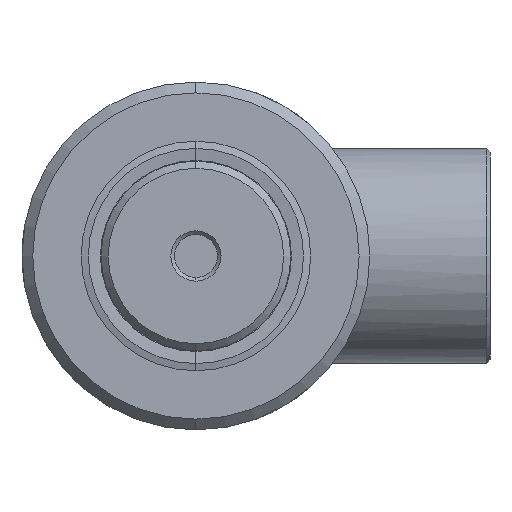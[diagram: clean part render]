
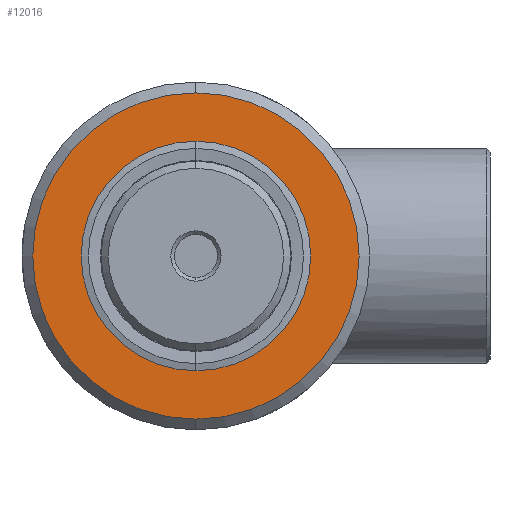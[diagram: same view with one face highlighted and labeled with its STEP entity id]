
A CAD part, front view. The second image highlights one B-rep face of the part: STEP entity #12016.
In plain terms, the highlighted planar face has unit normal (0, -1, 0).
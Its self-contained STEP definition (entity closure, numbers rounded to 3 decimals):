
#90 = ORIENTED_EDGE ( 'NONE', *, *, #6827, .T. ) ;
#458 = CARTESIAN_POINT ( 'NONE',  ( 0., 29., 0. ) ) ;
#472 = CARTESIAN_POINT ( 'NONE',  ( 0., 29., 22.75 ) ) ;
#1217 = FACE_BOUND ( 'NONE', #14455, .T. ) ;
#1352 = AXIS2_PLACEMENT_3D ( 'NONE', #4406, #11156, #12237 ) ;
#1437 = ORIENTED_EDGE ( 'NONE', *, *, #9320, .F. ) ;
#2147 = DIRECTION ( 'NONE',  ( 0., -1., 0. ) ) ;
#2259 = EDGE_CURVE ( 'NONE', #9969, #6836, #6356, .T. ) ;
#3126 = EDGE_CURVE ( 'NONE', #13133, #9386, #3537, .T. ) ;
#3231 = AXIS2_PLACEMENT_3D ( 'NONE', #9407, #11726, #3951 ) ;
#3537 = CIRCLE ( 'NONE', #11706, 22.75 ) ;
#3951 = DIRECTION ( 'NONE',  ( 0., 0., 1. ) ) ;
#4406 = CARTESIAN_POINT ( 'NONE',  ( 0., 29., 0. ) ) ;
#5730 = CIRCLE ( 'NONE', #12419, 22.75 ) ;
#5893 = CARTESIAN_POINT ( 'NONE',  ( 0., 29., -22.75 ) ) ;
#6356 = CIRCLE ( 'NONE', #1352, 13.55 ) ;
#6827 = EDGE_CURVE ( 'NONE', #9386, #13133, #5730, .T. ) ;
#6836 = VERTEX_POINT ( 'NONE', #12564 ) ;
#7050 = DIRECTION ( 'NONE',  ( 0., -1., 0. ) ) ;
#7462 = ORIENTED_EDGE ( 'NONE', *, *, #3126, .T. ) ;
#8177 = CARTESIAN_POINT ( 'NONE',  ( 0., 29., 0. ) ) ;
#9320 = EDGE_CURVE ( 'NONE', #6836, #9969, #12666, .T. ) ;
#9354 = PLANE ( 'NONE',  #3231 ) ;
#9386 = VERTEX_POINT ( 'NONE', #5893 ) ;
#9407 = CARTESIAN_POINT ( 'NONE',  ( 0., 29., 0. ) ) ;
#9939 = CARTESIAN_POINT ( 'NONE',  ( 0., 29., 0. ) ) ;
#9969 = VERTEX_POINT ( 'NONE', #14081 ) ;
#10111 = FACE_OUTER_BOUND ( 'NONE', #12782, .T. ) ;
#10456 = DIRECTION ( 'NONE',  ( 0., 0., -1. ) ) ;
#10577 = AXIS2_PLACEMENT_3D ( 'NONE', #8177, #12752, #10456 ) ;
#11156 = DIRECTION ( 'NONE',  ( 0., -1., 0. ) ) ;
#11706 = AXIS2_PLACEMENT_3D ( 'NONE', #9939, #2147, #12236 ) ;
#11726 = DIRECTION ( 'NONE',  ( 0., 1., 0. ) ) ;
#11835 = ORIENTED_EDGE ( 'NONE', *, *, #2259, .F. ) ;
#12016 = ADVANCED_FACE ( 'NONE', ( #10111, #1217 ), #9354, .F. ) ;
#12236 = DIRECTION ( 'NONE',  ( 0., 0., 1. ) ) ;
#12237 = DIRECTION ( 'NONE',  ( 0., 0., -1. ) ) ;
#12419 = AXIS2_PLACEMENT_3D ( 'NONE', #458, #7050, #12704 ) ;
#12564 = CARTESIAN_POINT ( 'NONE',  ( 0., 29., 13.55 ) ) ;
#12666 = CIRCLE ( 'NONE', #10577, 13.55 ) ;
#12704 = DIRECTION ( 'NONE',  ( 0., 0., 1. ) ) ;
#12752 = DIRECTION ( 'NONE',  ( 0., -1., 0. ) ) ;
#12782 = EDGE_LOOP ( 'NONE', ( #7462, #90 ) ) ;
#13133 = VERTEX_POINT ( 'NONE', #472 ) ;
#14081 = CARTESIAN_POINT ( 'NONE',  ( 0., 29., -13.55 ) ) ;
#14455 = EDGE_LOOP ( 'NONE', ( #11835, #1437 ) ) ;
